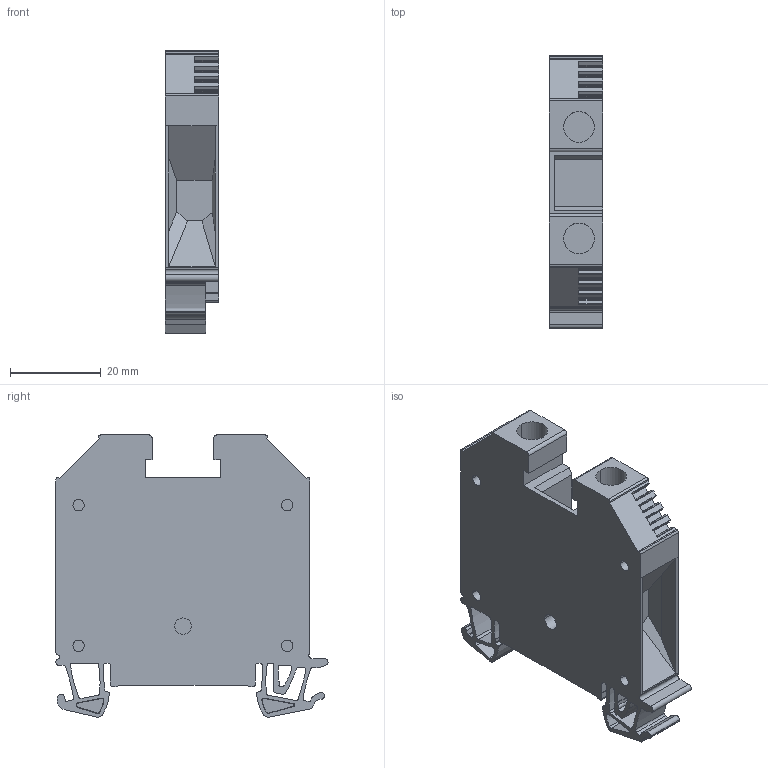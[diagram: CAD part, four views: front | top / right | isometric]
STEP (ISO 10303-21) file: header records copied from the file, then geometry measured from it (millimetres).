
FILE_DESCRIPTION(('CATIA V5 STEP Exchange','CAx-IF Rec.Pracs.--- Model Styling and Organization---1.4--- 2014-01-23'),'2;1');
FILE_NAME ('D1456934_0', '2019-12-16T13:57:24+00:00', ('none'), ('Weidmueller'), 'CATIA Version 5-6 Release 2016 SP3 HF44', 'CATIA V5 STEP AP214', 'none');
FILE_SCHEMA(('AUTOMOTIVE_DESIGN { 1 0 10303 214 1 1 1 1 }'));
Length unit declared in the file: millimetre
Products named in the file (1): 1833460000_WDU_16_BR
Bounding box: 11.9 x 60 x 62.25 mm (x, y, z)
Volume: 27213.9 mm3; surface area: 12216.6 mm2
Topology: 1 solids, 1 shells, 361 faces, 1097 edges, 751 vertices
Faces by surface type: plane 223, cylinder 98, cone 20, extrusion 12, bspline 8
Entity records: 12456 total; most frequent: CARTESIAN_POINT 2977, ORIENTED_EDGE 2194, DIRECTION 1579, EDGE_CURVE 1097, VECTOR 808, LINE 796, VERTEX_POINT 751, AXIS2_PLACEMENT_3D 489
